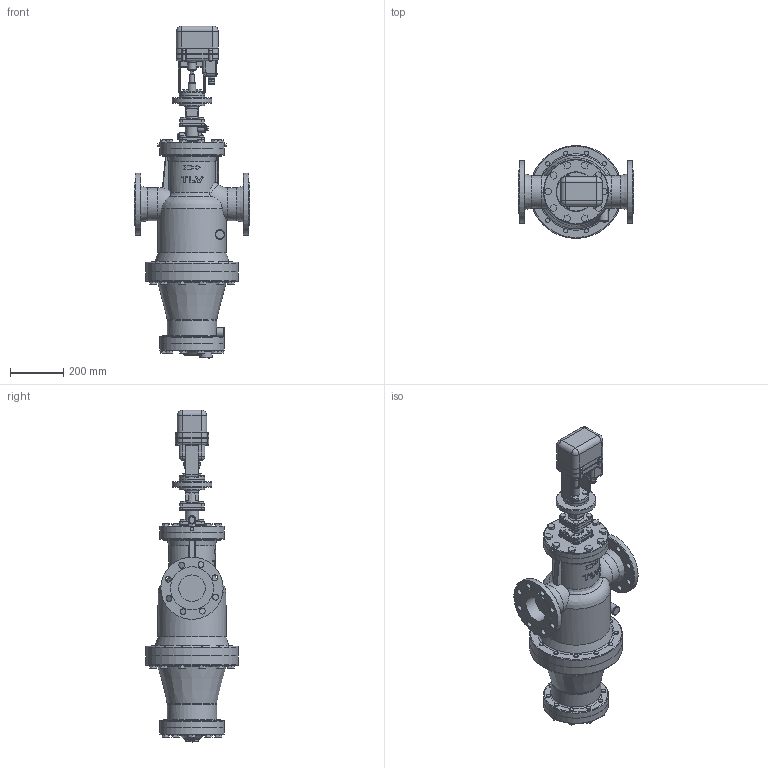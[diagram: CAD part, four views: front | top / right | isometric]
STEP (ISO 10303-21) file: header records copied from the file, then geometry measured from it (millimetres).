
FILE_DESCRIPTION((''),'2;1');
FILE_NAME('ccs16-100-e0025-00.stp','2009-08-28T13:33:46',('nakaot'),(''),'Autodesk Inventor 2008','Autodesk Inventor 2008','');
FILE_SCHEMA(('AUTOMOTIVE_DESIGN { 1 0 10303 214 1 1 1 1 }'));
Length unit declared in the file: millimetre
Products named in the file (1): ccs16-100-e0025-00
Bounding box: 434 x 350 x 1252 mm (x, y, z)
Volume: 43133765.8 mm3; surface area: 1615972.3 mm2
Topology: 1 solids, 1 shells, 1294 faces, 3261 edges, 2050 vertices
Faces by surface type: plane 650, cylinder 323, bspline 233, torus 66, cone 14, sphere 8
Full cylindrical faces by diameter (mm): 5.5 x2, 5.9 x2, 6 x2, 10 x16, 12 x1, 16 x61, 17 x1, 18 x1, 20 x2, 21 x1, 22 x8, 23 x1, 24 x2, 27 x1, 30 x1, 32 x1, 33.967 x1, 36 x1, 46.245 x1, 48 x1, 52 x1, 58.709 x1, 64.16 x1, 82.5 x1, 95 x3, 100 x1, 124 x2, 150 x1, 157 x1, 162 x2
Entity records: 53296 total; most frequent: CARTESIAN_POINT 24032, ORIENTED_EDGE 5972, DIRECTION 5690, EDGE_CURVE 2986, AXIS2_PLACEMENT_3D 2015, VERTEX_POINT 1990, EDGE_LOOP 1714, VECTOR 1660
